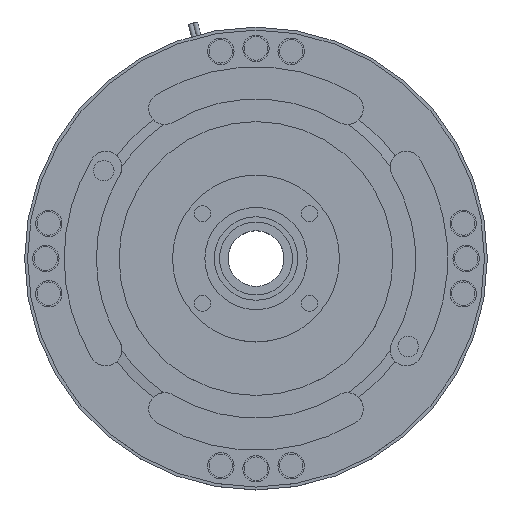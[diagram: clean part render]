
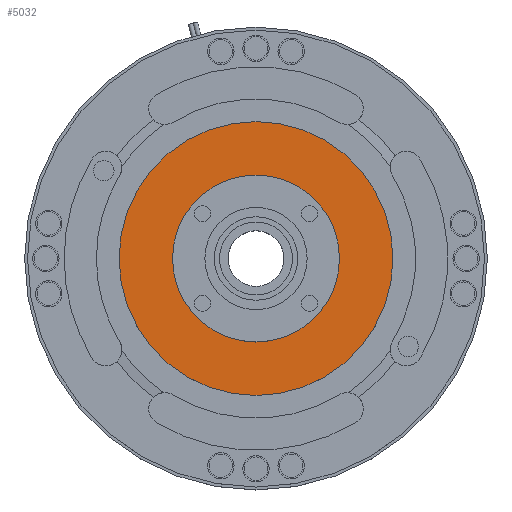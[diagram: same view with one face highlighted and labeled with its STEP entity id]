
A CAD part, top view. The second image highlights one B-rep face of the part: STEP entity #5032.
In plain terms, the highlighted planar face has unit normal (0, 0, 1).
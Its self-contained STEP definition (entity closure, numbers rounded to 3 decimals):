
#95 = CARTESIAN_POINT ( 'NONE',  ( -93.5, 0., 127.2 ) ) ;
#96 = CARTESIAN_POINT ( 'NONE',  ( 93.5, 0., 127.2 ) ) ;
#267 = DIRECTION ( 'NONE',  ( 1., 0., 0. ) ) ;
#268 = DIRECTION ( 'NONE',  ( 0., 0., 1. ) ) ;
#269 = CARTESIAN_POINT ( 'NONE',  ( 0., 0., 127.2 ) ) ;
#270 = AXIS2_PLACEMENT_3D ( 'NONE', #269, #268, #267 ) ;
#271 = CIRCLE ( 'NONE', #270, 57. ) ;
#311 = CARTESIAN_POINT ( 'NONE',  ( 57., 0., 127.2 ) ) ;
#331 = CARTESIAN_POINT ( 'NONE',  ( -57., 0., 127.2 ) ) ;
#375 = DIRECTION ( 'NONE',  ( 1., 0., 0. ) ) ;
#376 = DIRECTION ( 'NONE',  ( 0., 0., 1. ) ) ;
#377 = CARTESIAN_POINT ( 'NONE',  ( 0., 0., 127.2 ) ) ;
#378 = AXIS2_PLACEMENT_3D ( 'NONE', #377, #376, #375 ) ;
#379 = CIRCLE ( 'NONE', #378, 93.5 ) ;
#1038 = DIRECTION ( 'NONE',  ( 1., 0., 0. ) ) ;
#1039 = DIRECTION ( 'NONE',  ( 0., 0., 1. ) ) ;
#1040 = CARTESIAN_POINT ( 'NONE',  ( 0., 0., 127.2 ) ) ;
#1041 = AXIS2_PLACEMENT_3D ( 'NONE', #1040, #1039, #1038 ) ;
#1042 = CIRCLE ( 'NONE', #1041, 57. ) ;
#1043 = DIRECTION ( 'NONE',  ( 1., 0., 0. ) ) ;
#1044 = DIRECTION ( 'NONE',  ( 0., 0., 1. ) ) ;
#1045 = AXIS2_PLACEMENT_3D ( 'NONE', #1050, #1044, #1043 ) ;
#1046 = CIRCLE ( 'NONE', #1045, 93.5 ) ;
#1047 = DIRECTION ( 'NONE',  ( 1., 0., 0. ) ) ;
#1048 = DIRECTION ( 'NONE',  ( 0., 0., 1. ) ) ;
#1049 = CARTESIAN_POINT ( 'NONE',  ( 0., 0., 127.2 ) ) ;
#1050 = CARTESIAN_POINT ( 'NONE',  ( 0., 0., 127.2 ) ) ;
#1051 = AXIS2_PLACEMENT_3D ( 'NONE', #1049, #1048, #1047 ) ;
#1052 = PLANE ( 'NONE',  #1051 ) ;
#1053 = FACE_BOUND ( 'NONE', #5037, .T. ) ;
#1059 = FACE_OUTER_BOUND ( 'NONE', #5033, .T. ) ;
#4542 = VERTEX_POINT ( 'NONE', #96 ) ;
#4543 = VERTEX_POINT ( 'NONE', #95 ) ;
#4564 = EDGE_CURVE ( 'NONE', #4635, #4627, #271, .T. ) ;
#4606 = EDGE_CURVE ( 'NONE', #4542, #4543, #379, .T. ) ;
#4627 = VERTEX_POINT ( 'NONE', #331 ) ;
#4635 = VERTEX_POINT ( 'NONE', #311 ) ;
#5032 = ADVANCED_FACE ( 'NONE', ( #1059, #1053 ), #1052, .T. ) ;
#5033 = EDGE_LOOP ( 'NONE', ( #5034, #5036 ) ) ;
#5034 = ORIENTED_EDGE ( 'NONE', *, *, #5035, .T. ) ;
#5035 = EDGE_CURVE ( 'NONE', #4543, #4542, #1046, .T. ) ;
#5036 = ORIENTED_EDGE ( 'NONE', *, *, #4606, .T. ) ;
#5037 = EDGE_LOOP ( 'NONE', ( #5038, #5341 ) ) ;
#5038 = ORIENTED_EDGE ( 'NONE', *, *, #5039, .F. ) ;
#5039 = EDGE_CURVE ( 'NONE', #4627, #4635, #1042, .T. ) ;
#5341 = ORIENTED_EDGE ( 'NONE', *, *, #4564, .F. ) ;
